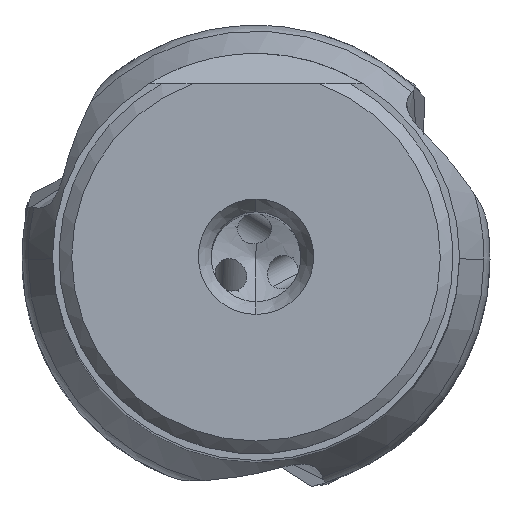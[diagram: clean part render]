
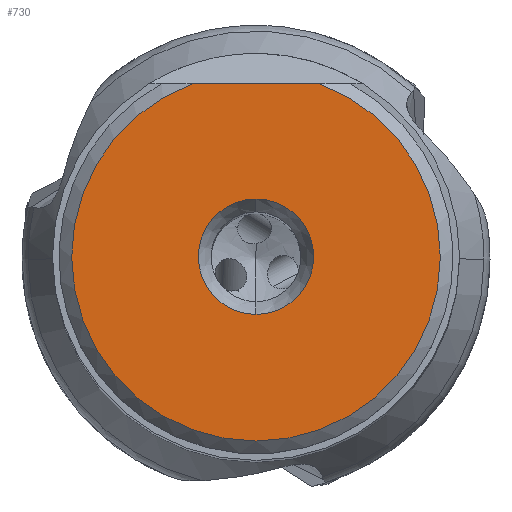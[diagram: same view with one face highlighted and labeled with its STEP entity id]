
A CAD part, top view. The second image highlights one B-rep face of the part: STEP entity #730.
In plain terms, the highlighted planar face has unit normal (0, 0, 1).
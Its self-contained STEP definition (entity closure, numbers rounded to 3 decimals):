
#122=FACE_BOUND('',#1524,.T.);
#123=FACE_BOUND('',#1525,.T.);
#298=CIRCLE('',#6520,14.375);
#300=CIRCLE('',#6524,4.5);
#301=CIRCLE('',#6526,4.5);
#538=PLANE('',#6527);
#730=ADVANCED_FACE('',(#122,#123),#538,.T.);
#1524=EDGE_LOOP('',(#2766,#2767));
#1525=EDGE_LOOP('',(#2768,#2769));
#2766=ORIENTED_EDGE('',*,*,#5010,.F.);
#2767=ORIENTED_EDGE('',*,*,#5011,.F.);
#2768=ORIENTED_EDGE('',*,*,#5005,.T.);
#2769=ORIENTED_EDGE('',*,*,#5006,.F.);
#4251=VERTEX_POINT('',#10599);
#4252=VERTEX_POINT('',#10606);
#4253=VERTEX_POINT('',#10612);
#4256=VERTEX_POINT('',#10617);
#5005=EDGE_CURVE('',#4251,#4252,#298,.T.);
#5006=EDGE_CURVE('',#4251,#4252,#5677,.T.);
#5010=EDGE_CURVE('',#4256,#4253,#300,.T.);
#5011=EDGE_CURVE('',#4253,#4256,#301,.T.);
#5677=LINE('',#10609,#5994);
#5994=VECTOR('',#7595,1.);
#6520=AXIS2_PLACEMENT_3D('',#10607,#7591,#7592);
#6524=AXIS2_PLACEMENT_3D('',#10618,#7602,#7603);
#6526=AXIS2_PLACEMENT_3D('',#10620,#7606,#7607);
#6527=AXIS2_PLACEMENT_3D('',#10621,#7608,#7609);
#7591=DIRECTION('',(0.,0.,1.));
#7592=DIRECTION('',(-0.346,0.938,0.));
#7595=DIRECTION('',(1.,0.,0.));
#7602=DIRECTION('',(0.,0.,1.));
#7603=DIRECTION('',(0.,1.,0.));
#7606=DIRECTION('',(0.,0.,1.));
#7607=DIRECTION('',(0.,-1.,0.));
#7608=DIRECTION('',(0.,0.,1.));
#7609=DIRECTION('',(1.,0.,0.));
#10599=CARTESIAN_POINT('',(-4.979,13.485,42.863));
#10606=CARTESIAN_POINT('',(4.979,13.485,42.863));
#10607=CARTESIAN_POINT('',(0.,0.,42.863));
#10609=CARTESIAN_POINT('',(-4.979,13.485,42.863));
#10612=CARTESIAN_POINT('',(0.,-4.5,42.863));
#10617=CARTESIAN_POINT('',(0.,4.5,42.863));
#10618=CARTESIAN_POINT('',(0.,0.,42.863));
#10620=CARTESIAN_POINT('',(0.,0.,42.863));
#10621=CARTESIAN_POINT('',(0.,-1.045,42.863));
